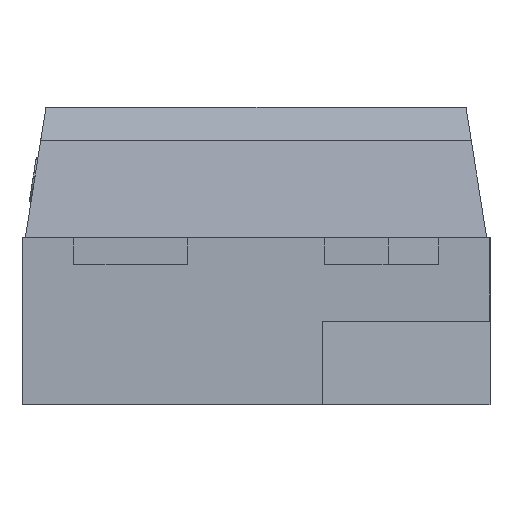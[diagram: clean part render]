
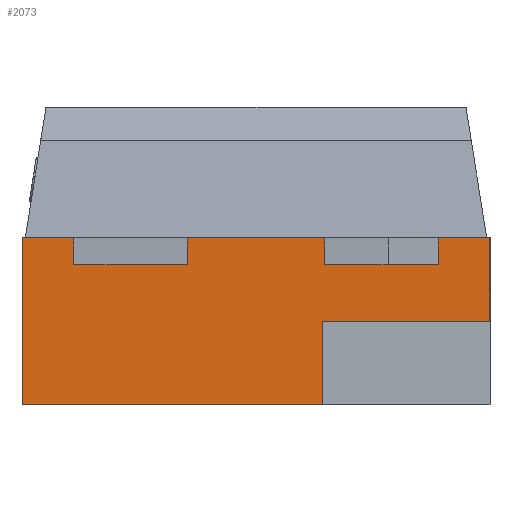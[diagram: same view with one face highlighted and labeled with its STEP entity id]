
A CAD part, left-side view. The second image highlights one B-rep face of the part: STEP entity #2073.
In plain terms, the highlighted planar face has unit normal (-1, 0, 0).
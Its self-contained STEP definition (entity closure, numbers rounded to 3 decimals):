
#353 = CARTESIAN_POINT ( 'NONE',  ( -1.6, -1.4, 0.22 ) ) ;
#431 = DIRECTION ( 'NONE',  ( 1., 0., 0. ) ) ;
#973 = VECTOR ( 'NONE', #7941, 1000. ) ;
#1150 = VERTEX_POINT ( 'NONE', #7701 ) ;
#1265 = DIRECTION ( 'NONE',  ( 0., 0., 1. ) ) ;
#1324 = EDGE_CURVE ( 'NONE', #7064, #13297, #6911, .T. ) ;
#1401 = CARTESIAN_POINT ( 'NONE',  ( -1.6, 1.09, 0.059 ) ) ;
#1433 = CARTESIAN_POINT ( 'NONE',  ( -1.6, -1.09, 0.219 ) ) ;
#1646 = VECTOR ( 'NONE', #1265, 1000. ) ;
#1743 = VERTEX_POINT ( 'NONE', #3582 ) ;
#1762 = PLANE ( 'NONE',  #7055 ) ;
#1800 = DIRECTION ( 'NONE',  ( 0., 1., 0. ) ) ;
#1852 = VECTOR ( 'NONE', #7376, 1000. ) ;
#1875 = CARTESIAN_POINT ( 'NONE',  ( -1.6, 1.09, 0.219 ) ) ;
#1900 = DIRECTION ( 'NONE',  ( 0., 0., -1. ) ) ;
#1936 = EDGE_LOOP ( 'NONE', ( #15143, #3420, #8350, #14247 ) ) ;
#2073 = ADVANCED_FACE ( 'NONE', ( #5282, #2910, #5130 ), #1762, .F. ) ;
#2108 = DIRECTION ( 'NONE',  ( 0., 1., 0. ) ) ;
#2369 = DIRECTION ( 'NONE',  ( 0., -1., 0. ) ) ;
#2410 = VERTEX_POINT ( 'NONE', #12057 ) ;
#2448 = LINE ( 'NONE', #353, #1852 ) ;
#2719 = VERTEX_POINT ( 'NONE', #13752 ) ;
#2811 = VECTOR ( 'NONE', #5953, 1000. ) ;
#2910 = FACE_OUTER_BOUND ( 'NONE', #14359, .T. ) ;
#3098 = DIRECTION ( 'NONE',  ( 0., 0., 1. ) ) ;
#3262 = CARTESIAN_POINT ( 'NONE',  ( -1.6, -1.09, 0.059 ) ) ;
#3420 = ORIENTED_EDGE ( 'NONE', *, *, #11894, .T. ) ;
#3497 = EDGE_LOOP ( 'NONE', ( #4806, #12609, #7891, #14576 ) ) ;
#3556 = VERTEX_POINT ( 'NONE', #12234 ) ;
#3582 = CARTESIAN_POINT ( 'NONE',  ( -1.6, 1.09, 0.059 ) ) ;
#3630 = LINE ( 'NONE', #14221, #10038 ) ;
#3744 = CARTESIAN_POINT ( 'NONE',  ( -1.6, 1.4, -0.78 ) ) ;
#3786 = DIRECTION ( 'NONE',  ( 0., 0., 1. ) ) ;
#3882 = VECTOR ( 'NONE', #2369, 1000. ) ;
#4197 = VECTOR ( 'NONE', #2108, 1000. ) ;
#4483 = CARTESIAN_POINT ( 'NONE',  ( -1.6, 0.41, 0.219 ) ) ;
#4490 = DIRECTION ( 'NONE',  ( 0., 0., 1. ) ) ;
#4492 = CARTESIAN_POINT ( 'NONE',  ( -1.6, -0.4, -0.28 ) ) ;
#4806 = ORIENTED_EDGE ( 'NONE', *, *, #7573, .F. ) ;
#5035 = LINE ( 'NONE', #6051, #1646 ) ;
#5068 = VECTOR ( 'NONE', #6373, 1000. ) ;
#5129 = LINE ( 'NONE', #10091, #5068 ) ;
#5130 = FACE_BOUND ( 'NONE', #1936, .T. ) ;
#5153 = CARTESIAN_POINT ( 'NONE',  ( -1.6, -0.41, 0.219 ) ) ;
#5282 = FACE_BOUND ( 'NONE', #3497, .T. ) ;
#5358 = EDGE_CURVE ( 'NONE', #8635, #7064, #8804, .T. ) ;
#5565 = ORIENTED_EDGE ( 'NONE', *, *, #6915, .T. ) ;
#5598 = VECTOR ( 'NONE', #4490, 1000. ) ;
#5735 = ORIENTED_EDGE ( 'NONE', *, *, #5358, .F. ) ;
#5953 = DIRECTION ( 'NONE',  ( 0., 1., 0. ) ) ;
#6028 = VECTOR ( 'NONE', #6926, 1000. ) ;
#6051 = CARTESIAN_POINT ( 'NONE',  ( -1.6, 1.09, 0.059 ) ) ;
#6133 = EDGE_CURVE ( 'NONE', #11223, #2410, #8224, .T. ) ;
#6242 = CARTESIAN_POINT ( 'NONE',  ( -1.6, -1.4, -0.28 ) ) ;
#6282 = EDGE_CURVE ( 'NONE', #12353, #2410, #7829, .T. ) ;
#6373 = DIRECTION ( 'NONE',  ( 0., 0., 1. ) ) ;
#6647 = EDGE_CURVE ( 'NONE', #9299, #15247, #12446, .T. ) ;
#6774 = CARTESIAN_POINT ( 'NONE',  ( -1.6, -1.09, 0.059 ) ) ;
#6856 = DIRECTION ( 'NONE',  ( 0., -1., 0. ) ) ;
#6911 = LINE ( 'NONE', #8154, #12998 ) ;
#6915 = EDGE_CURVE ( 'NONE', #14841, #3556, #2448, .T. ) ;
#6919 = VERTEX_POINT ( 'NONE', #3744 ) ;
#6926 = DIRECTION ( 'NONE',  ( 0., 1., 0. ) ) ;
#6958 = LINE ( 'NONE', #10291, #4197 ) ;
#7055 = AXIS2_PLACEMENT_3D ( 'NONE', #14631, #431, #1900 ) ;
#7064 = VERTEX_POINT ( 'NONE', #4492 ) ;
#7150 = CARTESIAN_POINT ( 'NONE',  ( -1.6, -1.4, 0.22 ) ) ;
#7258 = ORIENTED_EDGE ( 'NONE', *, *, #13003, .F. ) ;
#7359 = EDGE_CURVE ( 'NONE', #1150, #1743, #14061, .T. ) ;
#7376 = DIRECTION ( 'NONE',  ( 0., 1., 0. ) ) ;
#7381 = VECTOR ( 'NONE', #3098, 1000. ) ;
#7573 = EDGE_CURVE ( 'NONE', #2719, #12353, #14892, .T. ) ;
#7701 = CARTESIAN_POINT ( 'NONE',  ( -1.6, 0.41, 0.059 ) ) ;
#7829 = LINE ( 'NONE', #3262, #5598 ) ;
#7891 = ORIENTED_EDGE ( 'NONE', *, *, #6133, .T. ) ;
#7941 = DIRECTION ( 'NONE',  ( 0., 0., 1. ) ) ;
#8154 = CARTESIAN_POINT ( 'NONE',  ( -1.6, -0.4, -0.28 ) ) ;
#8224 = LINE ( 'NONE', #1433, #3882 ) ;
#8350 = ORIENTED_EDGE ( 'NONE', *, *, #6647, .F. ) ;
#8635 = VERTEX_POINT ( 'NONE', #6242 ) ;
#8804 = LINE ( 'NONE', #12372, #13220 ) ;
#9103 = VECTOR ( 'NONE', #6856, 1000. ) ;
#9292 = EDGE_CURVE ( 'NONE', #13297, #6919, #6958, .T. ) ;
#9299 = VERTEX_POINT ( 'NONE', #4483 ) ;
#10038 = VECTOR ( 'NONE', #3786, 1000. ) ;
#10091 = CARTESIAN_POINT ( 'NONE',  ( -1.6, -0.41, 0.059 ) ) ;
#10141 = CARTESIAN_POINT ( 'NONE',  ( -1.6, -0.4, -0.78 ) ) ;
#10146 = CARTESIAN_POINT ( 'NONE',  ( -1.6, 0.41, 0.059 ) ) ;
#10291 = CARTESIAN_POINT ( 'NONE',  ( -1.6, -1.4, -0.78 ) ) ;
#10452 = ORIENTED_EDGE ( 'NONE', *, *, #1324, .F. ) ;
#10748 = ORIENTED_EDGE ( 'NONE', *, *, #9292, .F. ) ;
#10749 = EDGE_CURVE ( 'NONE', #1150, #9299, #13539, .T. ) ;
#11223 = VERTEX_POINT ( 'NONE', #5153 ) ;
#11354 = LINE ( 'NONE', #11425, #973 ) ;
#11425 = CARTESIAN_POINT ( 'NONE',  ( -1.6, -1.4, -0.78 ) ) ;
#11626 = DIRECTION ( 'NONE',  ( 0., 0., -1. ) ) ;
#11666 = EDGE_CURVE ( 'NONE', #2719, #11223, #5129, .T. ) ;
#11874 = CARTESIAN_POINT ( 'NONE',  ( -1.6, 1.09, 0.219 ) ) ;
#11894 = EDGE_CURVE ( 'NONE', #1743, #15247, #5035, .T. ) ;
#12057 = CARTESIAN_POINT ( 'NONE',  ( -1.6, -1.09, 0.219 ) ) ;
#12234 = CARTESIAN_POINT ( 'NONE',  ( -1.6, 1.4, 0.22 ) ) ;
#12353 = VERTEX_POINT ( 'NONE', #14652 ) ;
#12372 = CARTESIAN_POINT ( 'NONE',  ( -1.6, -0.4, -0.28 ) ) ;
#12446 = LINE ( 'NONE', #1875, #6028 ) ;
#12609 = ORIENTED_EDGE ( 'NONE', *, *, #11666, .T. ) ;
#12998 = VECTOR ( 'NONE', #11626, 1000. ) ;
#13003 = EDGE_CURVE ( 'NONE', #6919, #3556, #3630, .T. ) ;
#13220 = VECTOR ( 'NONE', #1800, 1000. ) ;
#13297 = VERTEX_POINT ( 'NONE', #10141 ) ;
#13539 = LINE ( 'NONE', #10146, #7381 ) ;
#13565 = EDGE_CURVE ( 'NONE', #8635, #14841, #11354, .T. ) ;
#13752 = CARTESIAN_POINT ( 'NONE',  ( -1.6, -0.41, 0.059 ) ) ;
#14061 = LINE ( 'NONE', #1401, #2811 ) ;
#14213 = ORIENTED_EDGE ( 'NONE', *, *, #13565, .T. ) ;
#14221 = CARTESIAN_POINT ( 'NONE',  ( -1.6, 1.4, -0.78 ) ) ;
#14247 = ORIENTED_EDGE ( 'NONE', *, *, #10749, .F. ) ;
#14359 = EDGE_LOOP ( 'NONE', ( #10748, #10452, #5735, #14213, #5565, #7258 ) ) ;
#14576 = ORIENTED_EDGE ( 'NONE', *, *, #6282, .F. ) ;
#14631 = CARTESIAN_POINT ( 'NONE',  ( -1.6, -1.4, -0.78 ) ) ;
#14652 = CARTESIAN_POINT ( 'NONE',  ( -1.6, -1.09, 0.059 ) ) ;
#14841 = VERTEX_POINT ( 'NONE', #7150 ) ;
#14892 = LINE ( 'NONE', #6774, #9103 ) ;
#15143 = ORIENTED_EDGE ( 'NONE', *, *, #7359, .T. ) ;
#15247 = VERTEX_POINT ( 'NONE', #11874 ) ;
